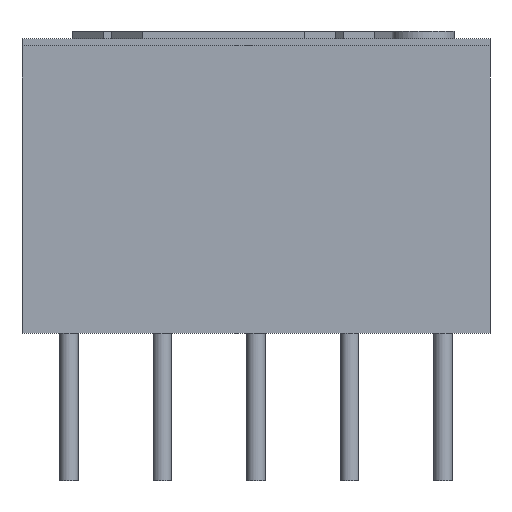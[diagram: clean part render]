
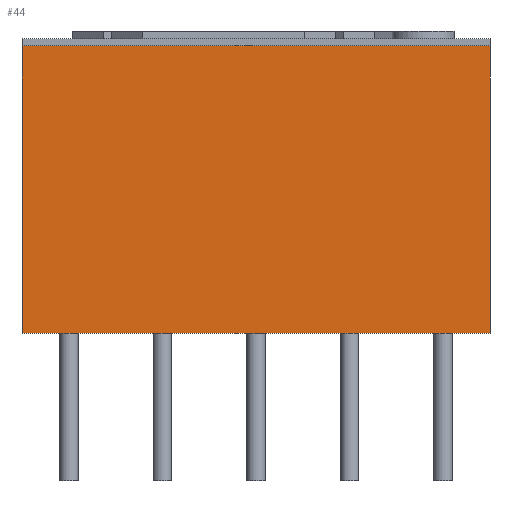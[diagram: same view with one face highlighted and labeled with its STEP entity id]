
A CAD part, front view. The second image highlights one B-rep face of the part: STEP entity #44.
In plain terms, the highlighted planar face has unit normal (0, -1, 0).
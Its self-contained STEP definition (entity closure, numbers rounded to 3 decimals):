
#11=AXIS2_PLACEMENT_3D('',#12,#13,#14);
#12=CARTESIAN_POINT('',(0.,0.,0.));
#13=DIRECTION('',(0.,0.,1.));
#14=DIRECTION('',(1.,0.,0.));
#44=ADVANCED_FACE('',(#45),#57,.F.);
#45=FACE_BOUND('',#46,.F.);
#46=EDGE_LOOP('',(#47,#75,#97,#114));
#47=ORIENTED_EDGE('',*,*,#48,.T.);
#48=EDGE_CURVE('',#49,#51,#53,.T.);
#49=VERTEX_POINT('',#50);
#50=CARTESIAN_POINT('',(-6.35,-9.525,0.));
#51=VERTEX_POINT('',#52);
#52=CARTESIAN_POINT('',(-6.35,-9.525,7.8));
#53=SURFACE_CURVE('',#54,(#56,#66),.PCURVE_S1.);
#54=LINE('',#50,#55);
#55=VECTOR('',#13,1.);
#56=PCURVE('',#57,#60);
#57=PLANE('',#58);
#58=AXIS2_PLACEMENT_3D('',#50,#59,#14);
#59=DIRECTION('',(0.,1.,0.));
#60=DEFINITIONAL_REPRESENTATION('',(#61),#65);
#61=LINE('',#62,#63);
#62=CARTESIAN_POINT('',(0.,0.));
#63=VECTOR('',#64,1.);
#64=DIRECTION('',(0.,-1.));
#65=( GEOMETRIC_REPRESENTATION_CONTEXT(2)PARAMETRIC_REPRESENTATION_CONTEXT() REPRESENTATION_CONTEXT('2D SPACE','') );
#66=PCURVE('',#67,#71);
#67=PLANE('',#68);
#68=AXIS2_PLACEMENT_3D('',#69,#14,#70);
#69=CARTESIAN_POINT('',(-6.35,9.525,0.));
#70=DIRECTION('',(0.,-1.,0.));
#71=DEFINITIONAL_REPRESENTATION('',(#72),#74);
#72=LINE('',#73,#63);
#73=CARTESIAN_POINT('',(19.05,0.));
#74=( GEOMETRIC_REPRESENTATION_CONTEXT(2)PARAMETRIC_REPRESENTATION_CONTEXT() REPRESENTATION_CONTEXT('2D SPACE','') );
#75=ORIENTED_EDGE('',*,*,#76,.T.);
#76=EDGE_CURVE('',#51,#77,#79,.T.);
#77=VERTEX_POINT('',#78);
#78=CARTESIAN_POINT('',(6.35,-9.525,7.8));
#79=SURFACE_CURVE('',#80,(#82,#89),.PCURVE_S1.);
#80=LINE('',#52,#81);
#81=VECTOR('',#14,1.);
#82=PCURVE('',#57,#83);
#83=DEFINITIONAL_REPRESENTATION('',(#84),#88);
#84=LINE('',#85,#86);
#85=CARTESIAN_POINT('',(0.,-7.8));
#86=VECTOR('',#87,1.);
#87=DIRECTION('',(1.,0.));
#88=( GEOMETRIC_REPRESENTATION_CONTEXT(2)PARAMETRIC_REPRESENTATION_CONTEXT() REPRESENTATION_CONTEXT('2D SPACE','') );
#89=PCURVE('',#90,#93);
#90=PLANE('',#91);
#91=AXIS2_PLACEMENT_3D('',#92,#13,#14);
#92=CARTESIAN_POINT('',(0.,0.,7.8));
#93=DEFINITIONAL_REPRESENTATION('',(#94),#96);
#94=LINE('',#95,#86);
#95=CARTESIAN_POINT('',(-6.35,-9.525));
#96=( GEOMETRIC_REPRESENTATION_CONTEXT(2)PARAMETRIC_REPRESENTATION_CONTEXT() REPRESENTATION_CONTEXT('2D SPACE','') );
#97=ORIENTED_EDGE('',*,*,#98,.F.);
#98=EDGE_CURVE('',#99,#77,#101,.T.);
#99=VERTEX_POINT('',#100);
#100=CARTESIAN_POINT('',(6.35,-9.525,0.));
#101=SURFACE_CURVE('',#102,(#103,#108),.PCURVE_S1.);
#102=LINE('',#100,#55);
#103=PCURVE('',#57,#104);
#104=DEFINITIONAL_REPRESENTATION('',(#105),#107);
#105=LINE('',#106,#63);
#106=CARTESIAN_POINT('',(12.7,0.));
#107=( GEOMETRIC_REPRESENTATION_CONTEXT(2)PARAMETRIC_REPRESENTATION_CONTEXT() REPRESENTATION_CONTEXT('2D SPACE','') );
#108=PCURVE('',#109,#112);
#109=PLANE('',#110);
#110=AXIS2_PLACEMENT_3D('',#100,#111,#59);
#111=DIRECTION('',(-1.,0.,0.));
#112=DEFINITIONAL_REPRESENTATION('',(#61),#113);
#113=( GEOMETRIC_REPRESENTATION_CONTEXT(2)PARAMETRIC_REPRESENTATION_CONTEXT() REPRESENTATION_CONTEXT('2D SPACE','') );
#114=ORIENTED_EDGE('',*,*,#115,.F.);
#115=EDGE_CURVE('',#49,#99,#116,.T.);
#116=SURFACE_CURVE('',#117,(#118,#122),.PCURVE_S1.);
#117=LINE('',#50,#81);
#118=PCURVE('',#57,#119);
#119=DEFINITIONAL_REPRESENTATION('',(#120),#121);
#120=LINE('',#62,#86);
#121=( GEOMETRIC_REPRESENTATION_CONTEXT(2)PARAMETRIC_REPRESENTATION_CONTEXT() REPRESENTATION_CONTEXT('2D SPACE','') );
#122=PCURVE('',#123,#124);
#123=PLANE('',#11);
#124=DEFINITIONAL_REPRESENTATION('',(#94),#125);
#125=( GEOMETRIC_REPRESENTATION_CONTEXT(2)PARAMETRIC_REPRESENTATION_CONTEXT() REPRESENTATION_CONTEXT('2D SPACE','') );
